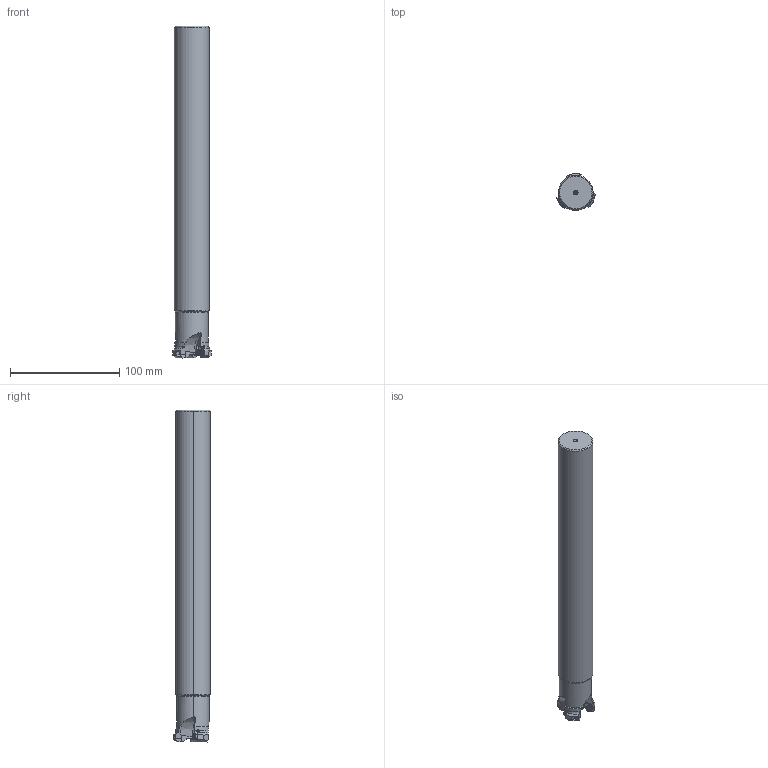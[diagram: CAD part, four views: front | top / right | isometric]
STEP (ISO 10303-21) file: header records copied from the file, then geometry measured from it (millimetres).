
FILE_DESCRIPTION(/* description */ (''),/* implementation_level */ '2;1');
FILE_NAME(/* name */ 'BRP6UPR243ELS20.stp',/* time_stamp */ '2017-10-10T12:57:52+09:00',/* author */ (''),/* organization */ (''),/* preprocessor_version */ 'ST-DEVELOPER v16',/* originating_system */ 'SIEMENS PLM Software NX 10.0',/* authorisation */ '');
FILE_SCHEMA (('AUTOMOTIVE_DESIGN { 1 0 10303 214 3 1 1 1 }'));
Length unit declared in the file: millimetre
Products named in the file (1): BRP6UPR243ELS20_ASM
Bounding box: 35.06 x 33.67 x 303.57 mm (x, y, z)
Volume: 231221.4 mm3; surface area: 32741.6 mm2
Topology: 4 solids, 4 shells, 258 faces, 781 edges, 523 vertices
Faces by surface type: cylinder 110, cone 63, plane 44, torus 35, sphere 6
Entity records: 11548 total; most frequent: CARTESIAN_POINT 4524, ORIENTED_EDGE 1530, DIRECTION 1435, EDGE_CURVE 765, AXIS2_PLACEMENT_3D 627, VERTEX_POINT 523, CIRCLE 321, EDGE_LOOP 272
